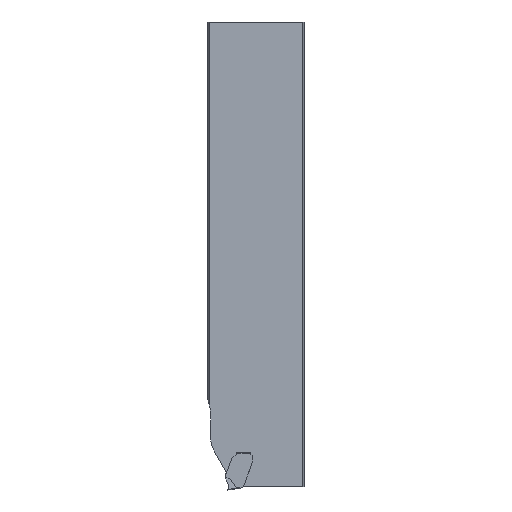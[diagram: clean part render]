
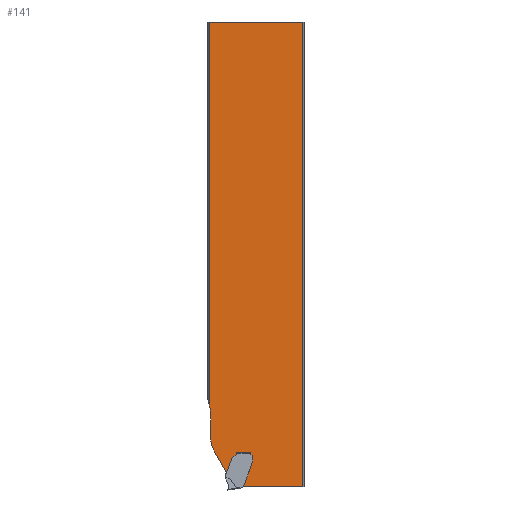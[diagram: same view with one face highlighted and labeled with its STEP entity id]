
A CAD part, left-side view. The second image highlights one B-rep face of the part: STEP entity #141.
In plain terms, the highlighted planar face has unit normal (-1, 0, 0).
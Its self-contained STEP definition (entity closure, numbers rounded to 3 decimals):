
#141=ADVANCED_FACE('SHANKHEAD_FACE_LEFT',(#237),#202,.T.);
#202=PLANE('',#1367);
#237=FACE_OUTER_BOUND('',#299,.T.);
#299=EDGE_LOOP('',(#635,#636,#637,#638,#639,#640,#641,#642,#643,#644,#645,
#646,#647,#648,#649,#650,#651,#652,#653,#654));
#361=B_SPLINE_CURVE_WITH_KNOTS('',3,(#1877,#1878,#1879,#1880,#1881,#1882,
#1883,#1884,#1885,#1886,#1887,#1888,#1889,#1890,#1891,#1892,#1893,#1894,
#1895,#1896,#1897),.UNSPECIFIED.,.F.,.F.,(4,1,1,1,1,1,1,1,1,1,1,1,1,1,1,
1,1,1,4),(0.,0.017,0.03,0.042,0.046,
0.049,0.055,0.062,0.068,
0.081,0.094,0.12,0.172,
0.224,0.275,0.379,0.586,0.793,
1.),.UNSPECIFIED.);
#362=B_SPLINE_CURVE_WITH_KNOTS('',3,(#1903,#1904,#1905,#1906,#1907,#1908,
#1909,#1910,#1911,#1912,#1913,#1914,#1915,#1916,#1917,#1918),
 .UNSPECIFIED.,.F.,.F.,(4,1,1,1,1,1,1,1,1,1,1,1,1,4),(0.,0.175,
0.45,0.725,0.759,0.776,
0.785,0.794,0.862,0.931,
0.948,0.957,0.966,1.),.UNSPECIFIED.);
#401=LINE('',#1869,#509);
#402=LINE('',#1871,#510);
#403=LINE('',#1875,#511);
#404=LINE('',#1899,#512);
#405=LINE('',#1920,#513);
#406=LINE('',#1922,#514);
#407=LINE('',#1926,#515);
#408=LINE('',#1930,#516);
#409=LINE('',#1934,#517);
#410=LINE('',#1936,#518);
#411=LINE('',#1938,#519);
#412=LINE('',#1940,#520);
#509=VECTOR('',#1496,1.);
#510=VECTOR('',#1497,1.);
#511=VECTOR('',#1500,1.);
#512=VECTOR('',#1501,1.);
#513=VECTOR('',#1504,1.);
#514=VECTOR('',#1505,1.);
#515=VECTOR('',#1508,1.);
#516=VECTOR('',#1511,1.);
#517=VECTOR('',#1514,1.);
#518=VECTOR('',#1515,1.);
#519=VECTOR('',#1516,1.);
#520=VECTOR('',#1517,1.);
#635=ORIENTED_EDGE('',*,*,#1098,.F.);
#636=ORIENTED_EDGE('',*,*,#1097,.T.);
#637=ORIENTED_EDGE('',*,*,#1099,.T.);
#638=ORIENTED_EDGE('',*,*,#1100,.T.);
#639=ORIENTED_EDGE('',*,*,#1101,.T.);
#640=ORIENTED_EDGE('',*,*,#1102,.T.);
#641=ORIENTED_EDGE('',*,*,#1103,.F.);
#642=ORIENTED_EDGE('',*,*,#1104,.F.);
#643=ORIENTED_EDGE('',*,*,#1105,.T.);
#644=ORIENTED_EDGE('',*,*,#1106,.F.);
#645=ORIENTED_EDGE('',*,*,#1107,.F.);
#646=ORIENTED_EDGE('',*,*,#1108,.T.);
#647=ORIENTED_EDGE('',*,*,#1109,.F.);
#648=ORIENTED_EDGE('',*,*,#1110,.F.);
#649=ORIENTED_EDGE('',*,*,#1111,.F.);
#650=ORIENTED_EDGE('',*,*,#1112,.F.);
#651=ORIENTED_EDGE('',*,*,#1113,.F.);
#652=ORIENTED_EDGE('',*,*,#1114,.T.);
#653=ORIENTED_EDGE('',*,*,#1115,.T.);
#654=ORIENTED_EDGE('',*,*,#1116,.T.);
#978=VERTEX_POINT('',#1862);
#980=VERTEX_POINT('',#1866);
#981=VERTEX_POINT('',#1870);
#982=VERTEX_POINT('',#1872);
#983=VERTEX_POINT('',#1874);
#984=VERTEX_POINT('',#1876);
#985=VERTEX_POINT('',#1898);
#986=VERTEX_POINT('',#1900);
#987=VERTEX_POINT('',#1902);
#988=VERTEX_POINT('',#1919);
#989=VERTEX_POINT('',#1921);
#990=VERTEX_POINT('',#1923);
#991=VERTEX_POINT('',#1925);
#992=VERTEX_POINT('',#1927);
#993=VERTEX_POINT('',#1929);
#994=VERTEX_POINT('',#1931);
#995=VERTEX_POINT('',#1933);
#996=VERTEX_POINT('',#1935);
#997=VERTEX_POINT('',#1937);
#998=VERTEX_POINT('',#1939);
#1097=EDGE_CURVE('',#978,#980,#1254,.T.);
#1098=EDGE_CURVE('',#978,#981,#401,.T.);
#1099=EDGE_CURVE('',#980,#982,#402,.T.);
#1100=EDGE_CURVE('',#982,#983,#1255,.T.);
#1101=EDGE_CURVE('',#983,#984,#403,.T.);
#1102=EDGE_CURVE('',#984,#985,#361,.T.);
#1103=EDGE_CURVE('',#986,#985,#404,.T.);
#1104=EDGE_CURVE('',#987,#986,#1256,.T.);
#1105=EDGE_CURVE('',#987,#988,#362,.T.);
#1106=EDGE_CURVE('',#989,#988,#405,.T.);
#1107=EDGE_CURVE('',#990,#989,#406,.T.);
#1108=EDGE_CURVE('',#990,#991,#1257,.T.);
#1109=EDGE_CURVE('',#992,#991,#407,.T.);
#1110=EDGE_CURVE('',#993,#992,#1258,.T.);
#1111=EDGE_CURVE('',#994,#993,#408,.T.);
#1112=EDGE_CURVE('',#995,#994,#1259,.T.);
#1113=EDGE_CURVE('',#996,#995,#409,.T.);
#1114=EDGE_CURVE('',#996,#997,#410,.T.);
#1115=EDGE_CURVE('',#997,#998,#411,.T.);
#1116=EDGE_CURVE('',#998,#981,#412,.T.);
#1254=CIRCLE('',#1360,13.);
#1255=CIRCLE('',#1362,10.);
#1256=CIRCLE('',#1363,0.3);
#1257=CIRCLE('',#1364,0.55);
#1258=CIRCLE('',#1365,0.7);
#1259=CIRCLE('',#1366,0.3);
#1360=AXIS2_PLACEMENT_3D('',#1867,#1492,#1493);
#1362=AXIS2_PLACEMENT_3D('',#1873,#1498,#1499);
#1363=AXIS2_PLACEMENT_3D('',#1901,#1502,#1503);
#1364=AXIS2_PLACEMENT_3D('',#1924,#1506,#1507);
#1365=AXIS2_PLACEMENT_3D('',#1928,#1509,#1510);
#1366=AXIS2_PLACEMENT_3D('',#1932,#1512,#1513);
#1367=AXIS2_PLACEMENT_3D('',#1941,#1518,#1519);
#1492=DIRECTION('',(1.,0.,0.));
#1493=DIRECTION('',(0.,1.,0.));
#1496=DIRECTION('',(0.,0.,1.));
#1497=DIRECTION('',(0.,0.,-1.));
#1498=DIRECTION('',(-1.,0.,0.));
#1499=DIRECTION('',(0.,1.,0.));
#1500=DIRECTION('',(0.,-0.5,-0.866));
#1501=DIRECTION('',(0.,0.342,-0.94));
#1502=DIRECTION('',(-1.,0.,0.));
#1503=DIRECTION('',(0.,1.,0.));
#1504=DIRECTION('',(0.,1.,0.));
#1505=DIRECTION('',(0.,0.,1.));
#1506=DIRECTION('',(-1.,0.,0.));
#1507=DIRECTION('',(0.,1.,0.));
#1508=DIRECTION('',(0.,0.707,0.707));
#1509=DIRECTION('',(-1.,0.,0.));
#1510=DIRECTION('',(0.,1.,0.));
#1511=DIRECTION('',(0.,0.,1.));
#1512=DIRECTION('',(-1.,0.,0.));
#1513=DIRECTION('',(0.,1.,0.));
#1514=DIRECTION('',(0.,-0.342,0.94));
#1515=DIRECTION('',(0.,-1.,0.));
#1516=DIRECTION('',(0.,0.,1.));
#1517=DIRECTION('',(0.,1.,0.));
#1518=DIRECTION('',(-1.,0.,0.));
#1519=DIRECTION('',(0.,1.,0.));
#1862=CARTESIAN_POINT('',(-3.35,31.002,-122.321));
#1866=CARTESIAN_POINT('',(-3.35,30.5,-125.9));
#1867=CARTESIAN_POINT('',(-3.35,43.5,-125.9));
#1869=CARTESIAN_POINT('',(-3.35,31.002,-165.));
#1870=CARTESIAN_POINT('',(-3.35,31.002,0.));
#1871=CARTESIAN_POINT('',(-3.35,30.5,-168.685));
#1872=CARTESIAN_POINT('',(-3.35,30.5,-132.927));
#1873=CARTESIAN_POINT('',(-3.35,20.5,-132.927));
#1874=CARTESIAN_POINT('',(-3.35,29.16,-137.927));
#1875=CARTESIAN_POINT('',(-3.35,17.364,-158.359));
#1876=CARTESIAN_POINT('',(-3.35,25.415,-144.415));
#1877=CARTESIAN_POINT('',(-3.35,25.561,-144.634));
#1878=CARTESIAN_POINT('',(-3.35,25.554,-144.628));
#1879=CARTESIAN_POINT('',(-3.35,25.542,-144.617));
#1880=CARTESIAN_POINT('',(-3.35,25.525,-144.6));
#1881=CARTESIAN_POINT('',(-3.35,25.513,-144.588));
#1882=CARTESIAN_POINT('',(-3.35,25.506,-144.58));
#1883=CARTESIAN_POINT('',(-3.35,25.501,-144.575));
#1884=CARTESIAN_POINT('',(-3.35,25.495,-144.568));
#1885=CARTESIAN_POINT('',(-3.35,25.489,-144.559));
#1886=CARTESIAN_POINT('',(-3.35,25.481,-144.547));
#1887=CARTESIAN_POINT('',(-3.35,25.472,-144.531));
#1888=CARTESIAN_POINT('',(-3.35,25.458,-144.505));
#1889=CARTESIAN_POINT('',(-3.35,25.435,-144.459));
#1890=CARTESIAN_POINT('',(-3.35,25.405,-144.393));
#1891=CARTESIAN_POINT('',(-3.35,25.37,-144.313));
#1892=CARTESIAN_POINT('',(-3.35,25.325,-144.205));
#1893=CARTESIAN_POINT('',(-3.35,25.249,-144.015));
#1894=CARTESIAN_POINT('',(-3.35,25.144,-143.743));
#1895=CARTESIAN_POINT('',(-3.35,25.021,-143.415));
#1896=CARTESIAN_POINT('',(-3.35,24.941,-143.196));
#1897=CARTESIAN_POINT('',(-3.35,24.901,-143.086));
#1898=CARTESIAN_POINT('',(-3.35,24.901,-143.086));
#1899=CARTESIAN_POINT('',(-3.35,34.339,-169.017));
#1900=CARTESIAN_POINT('',(-3.35,23.819,-140.112));
#1901=CARTESIAN_POINT('',(-3.35,23.537,-140.215));
#1902=CARTESIAN_POINT('',(-3.35,23.749,-140.003));
#1903=CARTESIAN_POINT('',(-3.35,23.749,-140.003));
#1904=CARTESIAN_POINT('',(-3.35,23.639,-139.893));
#1905=CARTESIAN_POINT('',(-3.35,23.355,-139.609));
#1906=CARTESIAN_POINT('',(-3.35,22.897,-139.151));
#1907=CARTESIAN_POINT('',(-3.35,22.528,-138.782));
#1908=CARTESIAN_POINT('',(-3.35,22.322,-138.576));
#1909=CARTESIAN_POINT('',(-3.35,22.284,-138.538));
#1910=CARTESIAN_POINT('',(-3.35,22.262,-138.516));
#1911=CARTESIAN_POINT('',(-3.35,22.211,-138.461));
#1912=CARTESIAN_POINT('',(-3.35,22.133,-138.354));
#1913=CARTESIAN_POINT('',(-3.35,22.08,-138.224));
#1914=CARTESIAN_POINT('',(-3.35,22.059,-138.143));
#1915=CARTESIAN_POINT('',(-3.35,22.053,-138.113));
#1916=CARTESIAN_POINT('',(-3.35,22.045,-138.068));
#1917=CARTESIAN_POINT('',(-3.35,22.038,-138.03));
#1918=CARTESIAN_POINT('',(-3.35,22.033,-138.));
#1919=CARTESIAN_POINT('',(-3.35,22.033,-138.));
#1920=CARTESIAN_POINT('',(-3.35,35.25,-138.));
#1921=CARTESIAN_POINT('',(-3.35,17.75,-138.));
#1922=CARTESIAN_POINT('',(-3.35,17.75,-168.685));
#1923=CARTESIAN_POINT('',(-3.35,17.75,-138.2));
#1924=CARTESIAN_POINT('',(-3.35,17.2,-138.2));
#1925=CARTESIAN_POINT('',(-3.35,17.589,-138.589));
#1926=CARTESIAN_POINT('',(-3.35,11.371,-144.806));
#1927=CARTESIAN_POINT('',(-3.35,17.205,-138.973));
#1928=CARTESIAN_POINT('',(-3.35,17.7,-139.468));
#1929=CARTESIAN_POINT('',(-3.35,17.,-139.468));
#1930=CARTESIAN_POINT('',(-3.35,17.,-168.685));
#1931=CARTESIAN_POINT('',(-3.35,17.,-140.749));
#1932=CARTESIAN_POINT('',(-3.35,17.3,-140.749));
#1933=CARTESIAN_POINT('',(-3.35,17.018,-140.852));
#1934=CARTESIAN_POINT('',(-3.35,28.096,-171.289));
#1935=CARTESIAN_POINT('',(-3.35,19.944,-148.891));
#1936=CARTESIAN_POINT('',(-3.35,35.25,-148.891));
#1937=CARTESIAN_POINT('',(-3.35,0.898,-148.891));
#1938=CARTESIAN_POINT('',(-3.35,0.898,-165.));
#1939=CARTESIAN_POINT('',(-3.35,0.898,0.));
#1940=CARTESIAN_POINT('',(-3.35,35.25,0.));
#1941=CARTESIAN_POINT('',(-3.35,35.25,-168.685));
